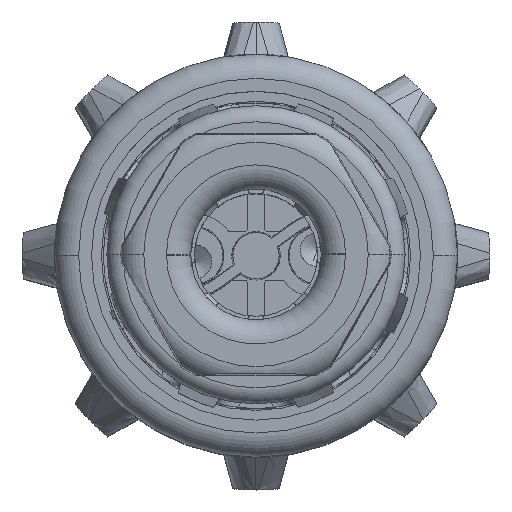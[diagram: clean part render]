
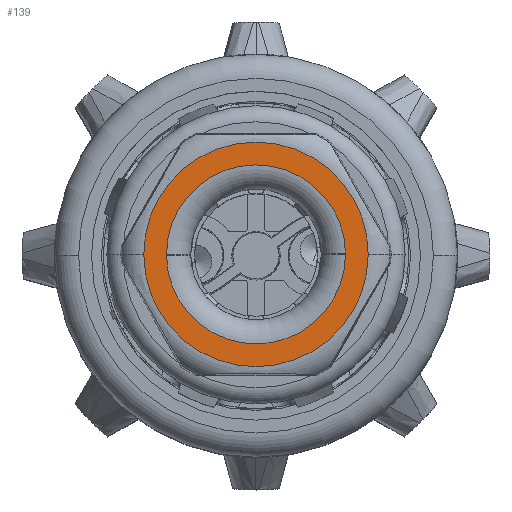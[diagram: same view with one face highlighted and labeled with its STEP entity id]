
A CAD part, top view. The second image highlights one B-rep face of the part: STEP entity #139.
In plain terms, the highlighted planar face has unit normal (0, 0, 1).
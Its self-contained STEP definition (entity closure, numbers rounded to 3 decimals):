
#139=ADVANCED_FACE('',(#4154,#4155),#4156,.T.);
#4154=FACE_OUTER_BOUND('',#12235,.T.);
#4155=FACE_BOUND('',#12236,.T.);
#4156=PLANE('',#12237);
#12235=EDGE_LOOP('',(#24860,#24861));
#12236=EDGE_LOOP('',(#24862,#24863,#24864,#24865));
#12237=AXIS2_PLACEMENT_3D('',#24866,#24867,#24868);
#24860=ORIENTED_EDGE('',*,*,#58022,.T.);
#24861=ORIENTED_EDGE('',*,*,#58023,.T.);
#24862=ORIENTED_EDGE('',*,*,#58024,.T.);
#24863=ORIENTED_EDGE('',*,*,#57352,.T.);
#24864=ORIENTED_EDGE('',*,*,#58025,.T.);
#24865=ORIENTED_EDGE('',*,*,#57355,.T.);
#24866=CARTESIAN_POINT('',(0.0,0.0,27.0));
#24867=DIRECTION('',(0.0,0.0,1.0));
#24868=DIRECTION('',(1.0,0.0,0.0));
#57352=EDGE_CURVE('',#68782,#68780,#68783,.T.);
#57355=EDGE_CURVE('',#68787,#68785,#68788,.T.);
#58022=EDGE_CURVE('',#70082,#70084,#70086,.T.);
#58023=EDGE_CURVE('',#70084,#70082,#70087,.T.);
#58024=EDGE_CURVE('',#68785,#68782,#70088,.T.);
#58025=EDGE_CURVE('',#68780,#68787,#70089,.T.);
#68780=VERTEX_POINT('',#87851);
#68782=VERTEX_POINT('',#87853);
#68783=CIRCLE('',#87854,11.105);
#68785=VERTEX_POINT('',#87856);
#68787=VERTEX_POINT('',#87858);
#68788=CIRCLE('',#87859,11.105);
#70082=VERTEX_POINT('',#90664);
#70084=VERTEX_POINT('',#90666);
#70086=CIRCLE('',#90668,13.922);
#70087=CIRCLE('',#90669,13.922);
#70088=CIRCLE('',#90670,11.105);
#70089=CIRCLE('',#90671,11.105);
#87851=CARTESIAN_POINT('',(11.105,0.0,27.0));
#87853=CARTESIAN_POINT('',(11.104,0.165,27.0));
#87854=AXIS2_PLACEMENT_3D('',#122553,#122554,#122555);
#87856=CARTESIAN_POINT('',(-11.105,0.0,27.0));
#87858=CARTESIAN_POINT('',(-11.104,-0.165,27.0));
#87859=AXIS2_PLACEMENT_3D('',#122562,#122563,#122564);
#90664=CARTESIAN_POINT('',(13.922,0.0,27.0));
#90666=CARTESIAN_POINT('',(-13.922,0.0,27.0));
#90668=AXIS2_PLACEMENT_3D('',#123128,#123129,#123130);
#90669=AXIS2_PLACEMENT_3D('',#123131,#123132,#123133);
#90670=AXIS2_PLACEMENT_3D('',#123134,#123135,#123136);
#90671=AXIS2_PLACEMENT_3D('',#123137,#123138,#123139);
#122553=CARTESIAN_POINT('',(0.0,0.0,27.0));
#122554=DIRECTION('',(0.0,0.0,-1.0));
#122555=DIRECTION('',(-1.0,0.0,0.0));
#122562=CARTESIAN_POINT('',(0.0,0.0,27.0));
#122563=DIRECTION('',(0.0,0.0,-1.0));
#122564=DIRECTION('',(1.0,0.0,0.0));
#123128=CARTESIAN_POINT('',(0.0,0.0,27.0));
#123129=DIRECTION('',(0.0,0.0,1.0));
#123130=DIRECTION('',(1.0,0.0,0.0));
#123131=CARTESIAN_POINT('',(0.0,0.0,27.0));
#123132=DIRECTION('',(0.0,0.0,1.0));
#123133=DIRECTION('',(-1.0,0.0,0.0));
#123134=CARTESIAN_POINT('',(0.0,0.0,27.0));
#123135=DIRECTION('',(0.0,0.0,-1.0));
#123136=DIRECTION('',(-1.0,0.0,0.0));
#123137=CARTESIAN_POINT('',(0.0,0.0,27.0));
#123138=DIRECTION('',(0.0,0.0,-1.0));
#123139=DIRECTION('',(1.0,0.0,0.0));
